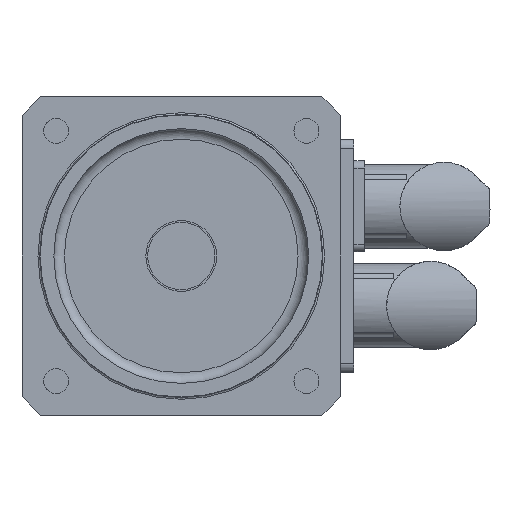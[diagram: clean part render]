
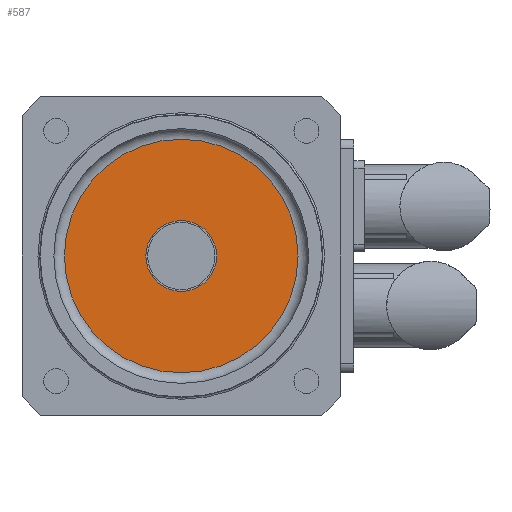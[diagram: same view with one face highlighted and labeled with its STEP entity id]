
A CAD part, front view. The second image highlights one B-rep face of the part: STEP entity #587.
In plain terms, the highlighted planar face has unit normal (0, -1, 0).
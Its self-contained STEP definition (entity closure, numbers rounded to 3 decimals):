
#290=FACE_BOUND('',#1119,.T.);
#376=CIRCLE('',#4463,10.);
#377=CIRCLE('',#4464,33.);
#587=ADVANCED_FACE('',(#290,#878),#819,.F.);
#819=PLANE('',#4465);
#878=FACE_OUTER_BOUND('',#1120,.T.);
#1119=EDGE_LOOP('',(#1661));
#1120=EDGE_LOOP('',(#1662));
#1661=ORIENTED_EDGE('',*,*,#3355,.F.);
#1662=ORIENTED_EDGE('',*,*,#3356,.T.);
#2895=VERTEX_POINT('',#6355);
#2896=VERTEX_POINT('',#6357);
#3355=EDGE_CURVE('',#2895,#2895,#376,.T.);
#3356=EDGE_CURVE('',#2896,#2896,#377,.T.);
#4463=AXIS2_PLACEMENT_3D('',#6354,#5073,#5074);
#4464=AXIS2_PLACEMENT_3D('',#6356,#5075,#5076);
#4465=AXIS2_PLACEMENT_3D('',#6358,#5077,#5078);
#5073=DIRECTION('',(0.,-1.,0.));
#5074=DIRECTION('',(0.,0.,-1.));
#5075=DIRECTION('',(0.,-1.,0.));
#5076=DIRECTION('',(0.,0.,1.));
#5077=DIRECTION('',(0.,1.,0.));
#5078=DIRECTION('',(0.,0.,1.));
#6354=CARTESIAN_POINT('',(10.,0.5,10.));
#6355=CARTESIAN_POINT('',(10.,0.5,0.));
#6356=CARTESIAN_POINT('',(10.,0.5,10.));
#6357=CARTESIAN_POINT('',(10.,0.5,43.));
#6358=CARTESIAN_POINT('',(10.,0.5,10.));
